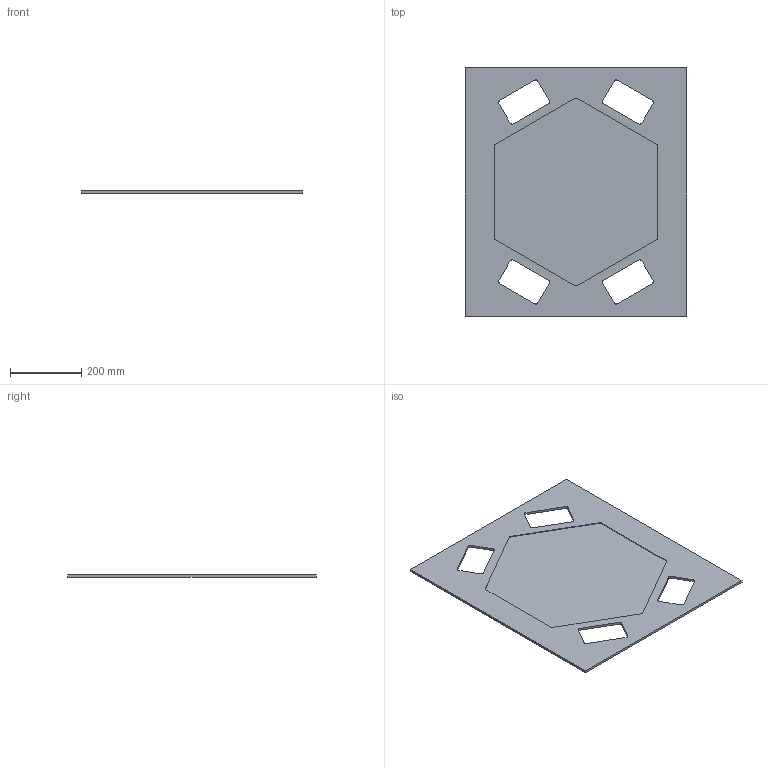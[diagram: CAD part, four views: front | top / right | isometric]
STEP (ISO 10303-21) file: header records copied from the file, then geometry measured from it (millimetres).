
FILE_DESCRIPTION(/* description */ (''),/* implementation_level */ '2;1');
FILE_NAME(/* name */ 'active_zone_top.stp',/* time_stamp */ '2024-02-28T13:19:05-05:00',/* author */ (''),/* organization */ (''),/* preprocessor_version */ 'ST-DEVELOPER v18.102',/* originating_system */ 'SIEMENS PLM Software NX2206.6002',/* authorisation */ '');
FILE_SCHEMA (('AUTOMOTIVE_DESIGN { 1 0 10303 214 3 1 1 1 }'));
Length unit declared in the file: inch
Products named in the file (1): active_zone_top
Bounding box: 622.3 x 698.5 x 6.35 mm (x, y, z)
Volume: 2150395.5 mm3; surface area: 822202.4 mm2
Topology: 1 solids, 1 shells, 51 faces, 144 edges, 102 vertices
Faces by surface type: plane 29, cylinder 22
Entity records: 1738 total; most frequent: CARTESIAN_POINT 298, DIRECTION 292, ORIENTED_EDGE 288, EDGE_CURVE 144, LINE 100, VECTOR 100, VERTEX_POINT 96, AXIS2_PLACEMENT_3D 96
